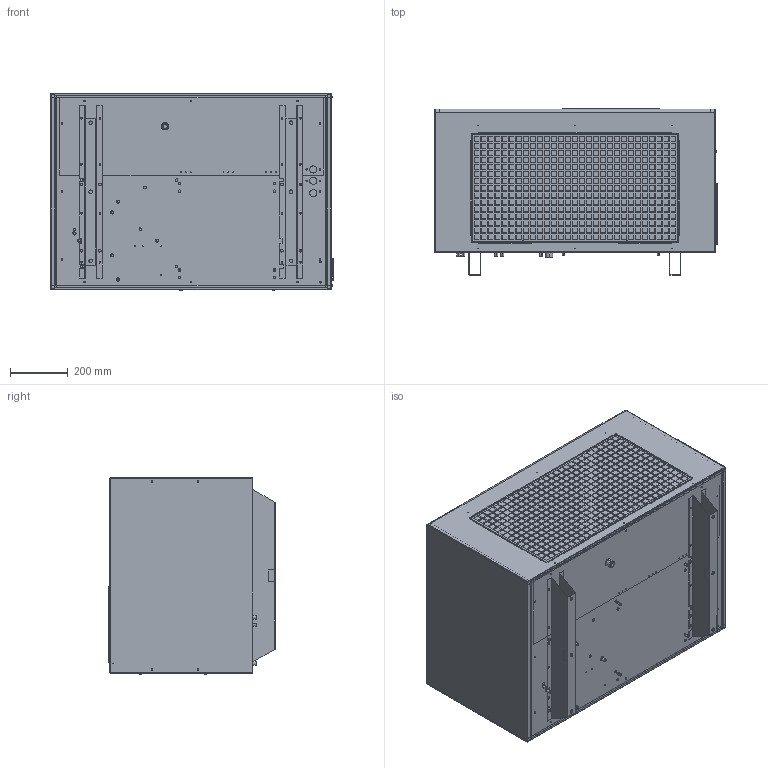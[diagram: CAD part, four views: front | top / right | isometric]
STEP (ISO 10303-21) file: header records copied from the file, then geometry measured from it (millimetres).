
FILE_DESCRIPTION (( 'STEP AP203' ), '1' );
FILE_NAME ('Model FD160-240.STEP', '2023-11-20T11:25:03', ( '' ), ( '' ), 'SwSTEP 2.0', 'SolidWorks 2020', '' );
FILE_SCHEMA (( 'CONFIG_CONTROL_DESIGN' ));
Length unit declared in the file: millimetre
Products named in the file (1): Model FD160-240
Bounding box: 983 x 577 x 687 mm (x, y, z)
Surface area: 6378477.6 mm2 (no closed solid volume)
Topology: 0 solids, 45 shells, 2131 faces, 9544 edges, 7450 vertices
Faces by surface type: plane 1767, cylinder 315, torus 16, cone 16, sphere 14, bspline 3
Entity records: 98462 total; most frequent: CARTESIAN_POINT 22810, DIRECTION 14473, ORIENTED_EDGE 12657, EDGE_CURVE 9544, VECTOR 8189, LINE 8189, VERTEX_POINT 7450, AXIS2_PLACEMENT_3D 3142
